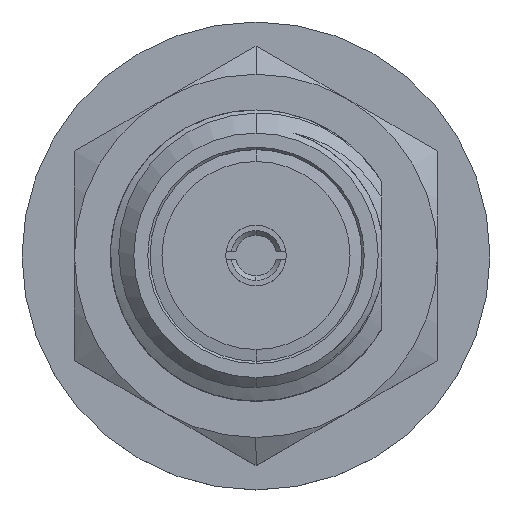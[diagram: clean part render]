
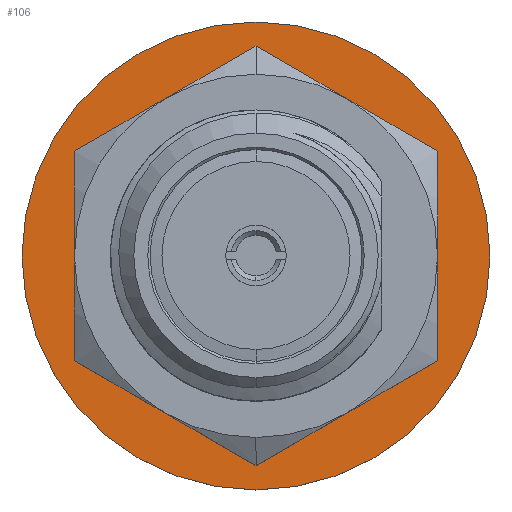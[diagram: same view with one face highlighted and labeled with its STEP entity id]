
A CAD part, top view. The second image highlights one B-rep face of the part: STEP entity #106.
In plain terms, the highlighted planar face has unit normal (0, 0, 1).
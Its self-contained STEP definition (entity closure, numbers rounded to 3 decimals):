
#106=ADVANCED_FACE('',(#349,#350),#351,.T.);
#349=FACE_OUTER_BOUND('',#715,.T.);
#350=FACE_BOUND('',#716,.T.);
#351=PLANE('',#717);
#715=EDGE_LOOP('',(#4494,#4495));
#716=EDGE_LOOP('',(#4496,#4497,#4498,#4499,#4500,#4501,#4502,#4503));
#717=AXIS2_PLACEMENT_3D('',#4504,#4505,#4506);
#4494=ORIENTED_EDGE('',*,*,#5537,.T.);
#4495=ORIENTED_EDGE('',*,*,#5535,.T.);
#4496=ORIENTED_EDGE('',*,*,#5538,.F.);
#4497=ORIENTED_EDGE('',*,*,#5539,.F.);
#4498=ORIENTED_EDGE('',*,*,#5363,.T.);
#4499=ORIENTED_EDGE('',*,*,#5540,.T.);
#4500=ORIENTED_EDGE('',*,*,#5541,.T.);
#4501=ORIENTED_EDGE('',*,*,#5542,.T.);
#4502=ORIENTED_EDGE('',*,*,#5543,.T.);
#4503=ORIENTED_EDGE('',*,*,#5367,.T.);
#4504=CARTESIAN_POINT('',(0.0,0.0,-7.823));
#4505=DIRECTION('',(0.0,0.0,1.0));
#4506=DIRECTION('',(1.0,-0.0,0.0));
#5363=EDGE_CURVE('',#5932,#5929,#5933,.T.);
#5367=EDGE_CURVE('',#5936,#5938,#5940,.T.);
#5535=EDGE_CURVE('',#6239,#6237,#6240,.T.);
#5537=EDGE_CURVE('',#6237,#6239,#6242,.T.);
#5538=EDGE_CURVE('',#6243,#5938,#6244,.T.);
#5539=EDGE_CURVE('',#5932,#6243,#6245,.T.);
#5540=EDGE_CURVE('',#5929,#6246,#6247,.T.);
#5541=EDGE_CURVE('',#6246,#6248,#6249,.T.);
#5542=EDGE_CURVE('',#6248,#6250,#6251,.T.);
#5543=EDGE_CURVE('',#6250,#5936,#6252,.T.);
#5929=VERTEX_POINT('',#8170);
#5932=VERTEX_POINT('',#8174);
#5933=CIRCLE('',#8175,3.962);
#5936=VERTEX_POINT('',#8186);
#5938=VERTEX_POINT('',#8189);
#5940=CIRCLE('',#8198,3.962);
#6237=VERTEX_POINT('',#9047);
#6239=VERTEX_POINT('',#9050);
#6240=CIRCLE('',#9051,5.105);
#6242=CIRCLE('',#9054,5.105);
#6243=VERTEX_POINT('',#9055);
#6244=CIRCLE('',#9056,3.962);
#6245=CIRCLE('',#9057,3.962);
#6246=VERTEX_POINT('',#9058);
#6247=CIRCLE('',#9059,3.962);
#6248=VERTEX_POINT('',#9060);
#6249=CIRCLE('',#9061,3.962);
#6250=VERTEX_POINT('',#9062);
#6251=CIRCLE('',#9063,3.962);
#6252=CIRCLE('',#9064,3.962);
#8170=CARTESIAN_POINT('',(0.,3.962,-7.823));
#8174=CARTESIAN_POINT('',(-1.981,3.432,-7.823));
#8175=AXIS2_PLACEMENT_3D('',#11751,#11752,#11753);
#8186=CARTESIAN_POINT('',(0.,-3.962,-7.823));
#8189=CARTESIAN_POINT('',(-1.981,-3.432,-7.823));
#8198=AXIS2_PLACEMENT_3D('',#11755,#11756,#11757);
#9047=CARTESIAN_POINT('',(-5.105,0.0,-7.823));
#9050=CARTESIAN_POINT('',(5.105,0.0,-7.823));
#9051=AXIS2_PLACEMENT_3D('',#11938,#11939,#11940);
#9054=AXIS2_PLACEMENT_3D('',#11942,#11943,#11944);
#9055=CARTESIAN_POINT('',(-3.962,0.,-7.823));
#9056=AXIS2_PLACEMENT_3D('',#11945,#11946,#11947);
#9057=AXIS2_PLACEMENT_3D('',#11948,#11949,#11950);
#9058=CARTESIAN_POINT('',(1.981,3.432,-7.823));
#9059=AXIS2_PLACEMENT_3D('',#11951,#11952,#11953);
#9060=CARTESIAN_POINT('',(3.962,0.,-7.823));
#9061=AXIS2_PLACEMENT_3D('',#11954,#11955,#11956);
#9062=CARTESIAN_POINT('',(1.981,-3.432,-7.823));
#9063=AXIS2_PLACEMENT_3D('',#11957,#11958,#11959);
#9064=AXIS2_PLACEMENT_3D('',#11960,#11961,#11962);
#11751=CARTESIAN_POINT('',(0.0,0.0,-7.823));
#11752=DIRECTION('',(0.0,0.0,-1.0));
#11753=DIRECTION('',(-0.5,0.866,0.0));
#11755=CARTESIAN_POINT('',(0.0,0.0,-7.823));
#11756=DIRECTION('',(0.0,0.0,-1.0));
#11757=DIRECTION('',(0.5,-0.866,0.0));
#11938=CARTESIAN_POINT('',(0.0,0.0,-7.823));
#11939=DIRECTION('',(0.0,0.0,1.0));
#11940=DIRECTION('',(1.0,0.0,0.0));
#11942=CARTESIAN_POINT('',(0.0,0.0,-7.823));
#11943=DIRECTION('',(0.0,0.0,1.0));
#11944=DIRECTION('',(-1.0,0.0,0.0));
#11945=CARTESIAN_POINT('',(0.0,0.0,-7.823));
#11946=DIRECTION('',(0.0,0.0,1.0));
#11947=DIRECTION('',(-1.0,0.,0.0));
#11948=CARTESIAN_POINT('',(0.0,0.0,-7.823));
#11949=DIRECTION('',(0.0,0.0,1.0));
#11950=DIRECTION('',(-0.5,0.866,0.0));
#11951=CARTESIAN_POINT('',(0.0,0.0,-7.823));
#11952=DIRECTION('',(0.0,0.0,-1.0));
#11953=DIRECTION('',(-0.5,0.866,0.0));
#11954=CARTESIAN_POINT('',(0.0,0.0,-7.823));
#11955=DIRECTION('',(0.0,0.0,-1.0));
#11956=DIRECTION('',(0.5,0.866,0.0));
#11957=CARTESIAN_POINT('',(0.0,0.0,-7.823));
#11958=DIRECTION('',(0.0,0.0,-1.0));
#11959=DIRECTION('',(1.0,0.,0.0));
#11960=CARTESIAN_POINT('',(0.0,0.0,-7.823));
#11961=DIRECTION('',(0.0,0.0,-1.0));
#11962=DIRECTION('',(0.5,-0.866,0.0));
